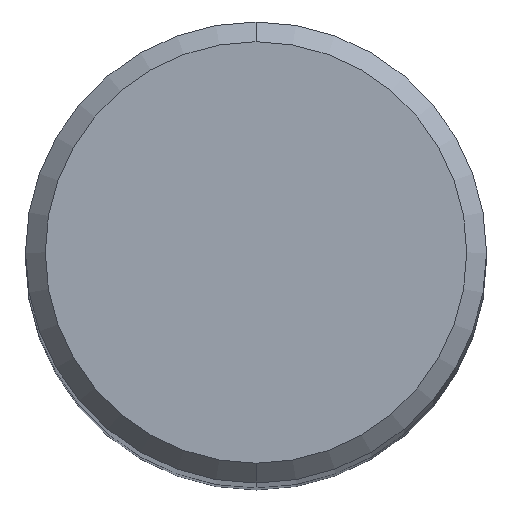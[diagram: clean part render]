
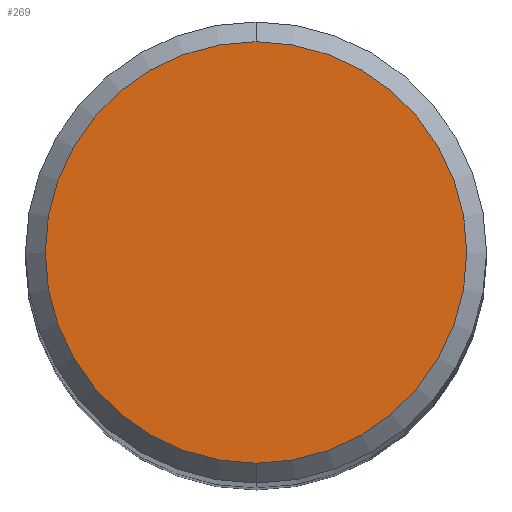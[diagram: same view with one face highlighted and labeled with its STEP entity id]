
A CAD part, top view. The second image highlights one B-rep face of the part: STEP entity #269.
In plain terms, the highlighted planar face has unit normal (0, 0, 1).
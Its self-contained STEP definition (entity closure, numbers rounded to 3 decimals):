
#249=EDGE_CURVE('',#399,#403,#534,.T.);
#269=ADVANCED_FACE('',(#556),#557,.T.);
#383=EDGE_CURVE('',#403,#399,#681,.T.);
#399=VERTEX_POINT('',#699);
#403=VERTEX_POINT('',#703);
#534=CIRCLE('',#929,6.4);
#556=FACE_OUTER_BOUND('',#960,.T.);
#557=PLANE('',#961);
#681=CIRCLE('',#1316,6.4);
#699=CARTESIAN_POINT('',(0.0,6.4,0.0));
#703=CARTESIAN_POINT('',(0.,-6.4,0.0));
#929=AXIS2_PLACEMENT_3D('',#1501,#1502,#1503);
#960=EDGE_LOOP('',(#1527,#1528));
#961=AXIS2_PLACEMENT_3D('',#1529,#1530,#1531);
#1316=AXIS2_PLACEMENT_3D('',#1653,#1654,#1655);
#1501=CARTESIAN_POINT('',(0.0,0.0,0.0));
#1502=DIRECTION('',(0.0,0.0,-1.0));
#1503=DIRECTION('',(0.0,1.0,0.0));
#1527=ORIENTED_EDGE('',*,*,#249,.F.);
#1528=ORIENTED_EDGE('',*,*,#383,.F.);
#1529=CARTESIAN_POINT('',(0.0,3.2,0.0));
#1530=DIRECTION('',(-0.0,0.0,1.0));
#1531=DIRECTION('',(0.0,-1.0,0.0));
#1653=CARTESIAN_POINT('',(0.0,0.0,0.0));
#1654=DIRECTION('',(0.0,0.0,-1.0));
#1655=DIRECTION('',(0.0,1.0,0.0));
